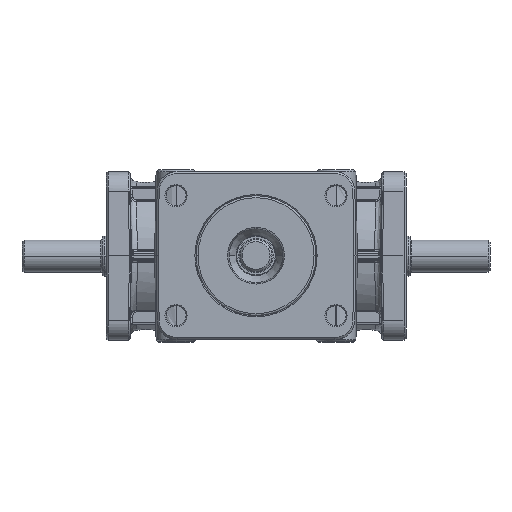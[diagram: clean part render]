
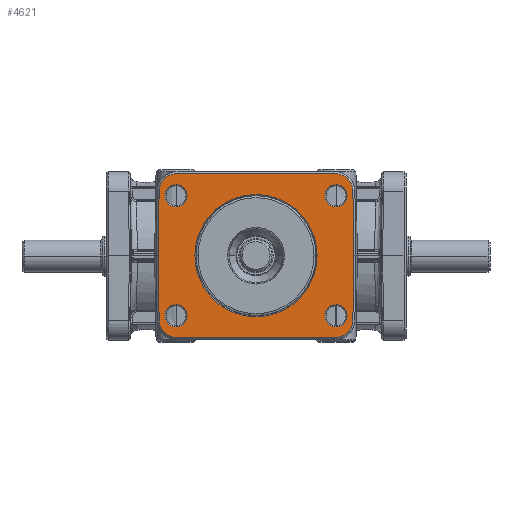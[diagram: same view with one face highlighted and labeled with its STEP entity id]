
A CAD part, top view. The second image highlights one B-rep face of the part: STEP entity #4621.
In plain terms, the highlighted planar face has unit normal (0, 0, 1).
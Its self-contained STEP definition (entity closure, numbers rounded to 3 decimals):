
#4621=ADVANCED_FACE('',(#10185,#10186,#10187,#10188,#10189,#10190),#10191,.T.);
#10185=FACE_OUTER_BOUND('',#39143,.T.);
#10186=FACE_BOUND('',#39144,.T.);
#10187=FACE_BOUND('',#39145,.T.);
#10188=FACE_BOUND('',#39146,.T.);
#10189=FACE_BOUND('',#39147,.T.);
#10190=FACE_BOUND('',#39148,.T.);
#10191=PLANE('',#39149);
#39143=EDGE_LOOP('',(#84151,#84152,#84153,#84154,#84155,#84156,#84157,#84158,#84159,#84160));
#39144=EDGE_LOOP('',(#84161,#84162));
#39145=EDGE_LOOP('',(#84163,#84164));
#39146=EDGE_LOOP('',(#84165,#84166));
#39147=EDGE_LOOP('',(#84167,#84168));
#39148=EDGE_LOOP('',(#84169,#84170));
#39149=AXIS2_PLACEMENT_3D('',#84171,#84172,#84173);
#84151=ORIENTED_EDGE('',*,*,#96041,.F.);
#84152=ORIENTED_EDGE('',*,*,#96042,.F.);
#84153=ORIENTED_EDGE('',*,*,#96043,.F.);
#84154=ORIENTED_EDGE('',*,*,#96044,.F.);
#84155=ORIENTED_EDGE('',*,*,#96045,.F.);
#84156=ORIENTED_EDGE('',*,*,#96046,.F.);
#84157=ORIENTED_EDGE('',*,*,#96047,.F.);
#84158=ORIENTED_EDGE('',*,*,#96048,.F.);
#84159=ORIENTED_EDGE('',*,*,#96049,.F.);
#84160=ORIENTED_EDGE('',*,*,#96050,.F.);
#84161=ORIENTED_EDGE('',*,*,#96051,.F.);
#84162=ORIENTED_EDGE('',*,*,#92656,.F.);
#84163=ORIENTED_EDGE('',*,*,#96052,.F.);
#84164=ORIENTED_EDGE('',*,*,#92648,.F.);
#84165=ORIENTED_EDGE('',*,*,#96053,.F.);
#84166=ORIENTED_EDGE('',*,*,#91358,.F.);
#84167=ORIENTED_EDGE('',*,*,#96054,.F.);
#84168=ORIENTED_EDGE('',*,*,#92652,.F.);
#84169=ORIENTED_EDGE('',*,*,#96039,.F.);
#84170=ORIENTED_EDGE('',*,*,#92660,.F.);
#84171=CARTESIAN_POINT('',(-9.375,0.0,60.0));
#84172=DIRECTION('',(0.0,0.0,1.0));
#84173=DIRECTION('',(1.0,-0.0,0.0));
#91358=EDGE_CURVE('',#98963,#98965,#98966,.T.);
#92648=EDGE_CURVE('',#101217,#101219,#101220,.T.);
#92652=EDGE_CURVE('',#101223,#101225,#101226,.T.);
#92656=EDGE_CURVE('',#101229,#101231,#101232,.T.);
#92660=EDGE_CURVE('',#101235,#101237,#101238,.T.);
#96039=EDGE_CURVE('',#101237,#101235,#106134,.T.);
#96041=EDGE_CURVE('',#106136,#106137,#106138,.T.);
#96042=EDGE_CURVE('',#106139,#106136,#106140,.T.);
#96043=EDGE_CURVE('',#106141,#106139,#106142,.T.);
#96044=EDGE_CURVE('',#106143,#106141,#106144,.T.);
#96045=EDGE_CURVE('',#106145,#106143,#106146,.T.);
#96046=EDGE_CURVE('',#106147,#106145,#106148,.T.);
#96047=EDGE_CURVE('',#106149,#106147,#106150,.T.);
#96048=EDGE_CURVE('',#106151,#106149,#106152,.T.);
#96049=EDGE_CURVE('',#106153,#106151,#106154,.T.);
#96050=EDGE_CURVE('',#106137,#106153,#106155,.T.);
#96051=EDGE_CURVE('',#101231,#101229,#106156,.T.);
#96052=EDGE_CURVE('',#101219,#101217,#106157,.T.);
#96053=EDGE_CURVE('',#98965,#98963,#106158,.T.);
#96054=EDGE_CURVE('',#101225,#101223,#106159,.T.);
#98963=VERTEX_POINT('',#110137);
#98965=VERTEX_POINT('',#110140);
#98966=CIRCLE('',#110141,15.291);
#101217=VERTEX_POINT('',#115283);
#101219=VERTEX_POINT('',#115286);
#101220=CIRCLE('',#115287,2.789);
#101223=VERTEX_POINT('',#115291);
#101225=VERTEX_POINT('',#115294);
#101226=CIRCLE('',#115295,2.789);
#101229=VERTEX_POINT('',#115299);
#101231=VERTEX_POINT('',#115302);
#101232=CIRCLE('',#115303,2.789);
#101235=VERTEX_POINT('',#115307);
#101237=VERTEX_POINT('',#115310);
#101238=CIRCLE('',#115311,2.789);
#106134=CIRCLE('',#127642,2.789);
#106136=VERTEX_POINT('',#127644);
#106137=VERTEX_POINT('',#127645);
#106138=LINE('',#127646,#127647);
#106139=VERTEX_POINT('',#127648);
#106140=CIRCLE('',#127649,4.5);
#106141=VERTEX_POINT('',#127650);
#106142=LINE('',#127651,#127652);
#106143=VERTEX_POINT('',#127653);
#106144=LINE('',#127654,#127655);
#106145=VERTEX_POINT('',#127656);
#106146=CIRCLE('',#127657,4.5);
#106147=VERTEX_POINT('',#127658);
#106148=LINE('',#127659,#127660);
#106149=VERTEX_POINT('',#127661);
#106150=CIRCLE('',#127662,4.5);
#106151=VERTEX_POINT('',#127663);
#106152=LINE('',#127664,#127665);
#106153=VERTEX_POINT('',#127666);
#106154=LINE('',#127667,#127668);
#106155=CIRCLE('',#127669,4.5);
#106156=CIRCLE('',#127670,2.789);
#106157=CIRCLE('',#127671,2.789);
#106158=CIRCLE('',#127672,15.291);
#106159=CIRCLE('',#127673,2.789);
#110137=CARTESIAN_POINT('',(15.291,0.,60.0));
#110140=CARTESIAN_POINT('',(-15.291,0.,60.0));
#110141=AXIS2_PLACEMENT_3D('',#139638,#139639,#139640);
#115283=CARTESIAN_POINT('',(-22.789,-15.0,60.0));
#115286=CARTESIAN_POINT('',(-17.211,-15.0,60.0));
#115287=AXIS2_PLACEMENT_3D('',#141373,#141374,#141375);
#115291=CARTESIAN_POINT('',(-22.789,15.0,60.0));
#115294=CARTESIAN_POINT('',(-17.211,15.0,60.0));
#115295=AXIS2_PLACEMENT_3D('',#141378,#141379,#141380);
#115299=CARTESIAN_POINT('',(17.211,15.0,60.0));
#115302=CARTESIAN_POINT('',(22.789,15.0,60.0));
#115303=AXIS2_PLACEMENT_3D('',#141383,#141384,#141385);
#115307=CARTESIAN_POINT('',(17.211,-15.0,60.0));
#115310=CARTESIAN_POINT('',(22.789,-15.0,60.0));
#115311=AXIS2_PLACEMENT_3D('',#141388,#141389,#141390);
#127642=AXIS2_PLACEMENT_3D('',#144956,#144957,#144958);
#127644=CARTESIAN_POINT('',(19.72,-20.5,60.0));
#127645=CARTESIAN_POINT('',(-19.72,-20.5,60.0));
#127646=CARTESIAN_POINT('',(19.72,-20.5,60.0));
#127647=VECTOR('',#144959,39.44);
#127648=CARTESIAN_POINT('',(24.219,-16.079,60.0));
#127649=AXIS2_PLACEMENT_3D('',#144960,#144961,#144962);
#127650=CARTESIAN_POINT('',(24.5,0.,60.0));
#127651=CARTESIAN_POINT('',(24.5,0.,60.0));
#127652=VECTOR('',#144963,16.081);
#127653=CARTESIAN_POINT('',(24.219,16.079,60.0));
#127654=CARTESIAN_POINT('',(24.219,16.079,60.0));
#127655=VECTOR('',#144964,16.081);
#127656=CARTESIAN_POINT('',(19.72,20.5,60.0));
#127657=AXIS2_PLACEMENT_3D('',#144965,#144966,#144967);
#127658=CARTESIAN_POINT('',(-19.72,20.5,60.0));
#127659=CARTESIAN_POINT('',(-19.72,20.5,60.0));
#127660=VECTOR('',#144968,39.44);
#127661=CARTESIAN_POINT('',(-24.219,16.079,60.0));
#127662=AXIS2_PLACEMENT_3D('',#144969,#144970,#144971);
#127663=CARTESIAN_POINT('',(-24.5,0.,60.0));
#127664=CARTESIAN_POINT('',(-24.5,0.,60.0));
#127665=VECTOR('',#144972,16.081);
#127666=CARTESIAN_POINT('',(-24.219,-16.079,60.0));
#127667=CARTESIAN_POINT('',(-24.219,-16.079,60.0));
#127668=VECTOR('',#144973,16.081);
#127669=AXIS2_PLACEMENT_3D('',#144974,#144975,#144976);
#127670=AXIS2_PLACEMENT_3D('',#144977,#144978,#144979);
#127671=AXIS2_PLACEMENT_3D('',#144980,#144981,#144982);
#127672=AXIS2_PLACEMENT_3D('',#144983,#144984,#144985);
#127673=AXIS2_PLACEMENT_3D('',#144986,#144987,#144988);
#139638=CARTESIAN_POINT('',(0.0,0.0,60.0));
#139639=DIRECTION('',(0.0,0.0,1.0));
#139640=DIRECTION('',(1.0,0.0,0.0));
#141373=CARTESIAN_POINT('',(-20.0,-15.0,60.0));
#141374=DIRECTION('',(0.0,0.0,1.0));
#141375=DIRECTION('',(-1.0,0.0,0.0));
#141378=CARTESIAN_POINT('',(-20.0,15.0,60.0));
#141379=DIRECTION('',(0.0,0.0,1.0));
#141380=DIRECTION('',(-1.0,0.0,0.0));
#141383=CARTESIAN_POINT('',(20.0,15.0,60.0));
#141384=DIRECTION('',(0.0,0.0,1.0));
#141385=DIRECTION('',(-1.0,0.0,0.0));
#141388=CARTESIAN_POINT('',(20.0,-15.0,60.0));
#141389=DIRECTION('',(0.0,0.0,1.0));
#141390=DIRECTION('',(-1.0,0.0,0.0));
#144956=CARTESIAN_POINT('',(20.0,-15.0,60.0));
#144957=DIRECTION('',(0.0,0.0,1.0));
#144958=DIRECTION('',(-1.0,0.0,0.0));
#144959=DIRECTION('',(-1.0,0.0,0.0));
#144960=CARTESIAN_POINT('',(19.72,-16.0,60.0));
#144961=DIRECTION('',(0.0,0.0,-1.0));
#144962=DIRECTION('',(0.0,-1.0,0.0));
#144963=DIRECTION('',(-0.017,-1.,0.0));
#144964=DIRECTION('',(0.017,-1.,0.0));
#144965=CARTESIAN_POINT('',(19.72,16.0,60.0));
#144966=DIRECTION('',(0.0,0.0,-1.0));
#144967=DIRECTION('',(1.,0.017,0.0));
#144968=DIRECTION('',(1.0,0.0,0.0));
#144969=CARTESIAN_POINT('',(-19.72,16.0,60.0));
#144970=DIRECTION('',(0.0,0.0,-1.0));
#144971=DIRECTION('',(0.0,1.0,0.0));
#144972=DIRECTION('',(0.017,1.,0.0));
#144973=DIRECTION('',(-0.017,1.,0.0));
#144974=CARTESIAN_POINT('',(-19.72,-16.0,60.0));
#144975=DIRECTION('',(-0.0,0.0,-1.0));
#144976=DIRECTION('',(-1.,-0.017,0.0));
#144977=CARTESIAN_POINT('',(20.0,15.0,60.0));
#144978=DIRECTION('',(0.0,0.0,1.0));
#144979=DIRECTION('',(-1.0,0.0,0.0));
#144980=CARTESIAN_POINT('',(-20.0,-15.0,60.0));
#144981=DIRECTION('',(0.0,0.0,1.0));
#144982=DIRECTION('',(-1.0,0.0,0.0));
#144983=CARTESIAN_POINT('',(0.0,0.0,60.0));
#144984=DIRECTION('',(0.0,0.0,1.0));
#144985=DIRECTION('',(1.0,0.0,0.0));
#144986=CARTESIAN_POINT('',(-20.0,15.0,60.0));
#144987=DIRECTION('',(0.0,0.0,1.0));
#144988=DIRECTION('',(-1.0,0.0,0.0));
